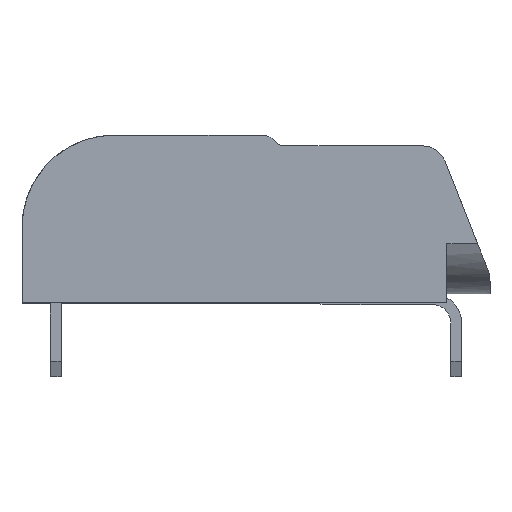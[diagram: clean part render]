
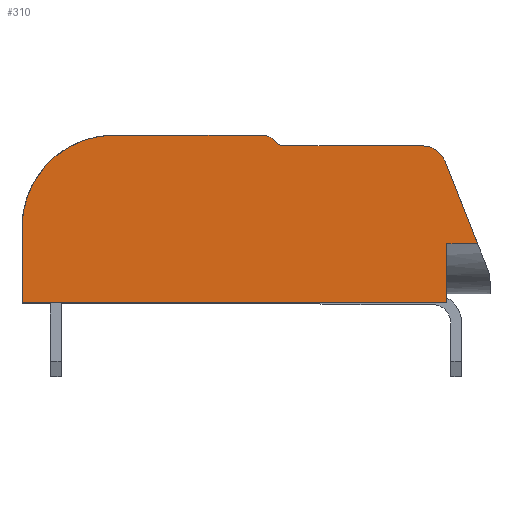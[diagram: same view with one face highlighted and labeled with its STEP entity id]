
A CAD part, top view. The second image highlights one B-rep face of the part: STEP entity #310.
In plain terms, the highlighted planar face has unit normal (0, 0, 1).
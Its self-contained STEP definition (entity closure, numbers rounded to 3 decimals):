
#310 = ADVANCED_FACE( '', ( #631 ), #632, .T. );
#631 = FACE_OUTER_BOUND( '', #955, .T. );
#632 = PLANE( '', #956 );
#955 = EDGE_LOOP( '', ( #1880, #1881, #1882, #1883, #1884, #1885, #1886, #1887, #1888, #1889, #1890, #1891 ) );
#956 = AXIS2_PLACEMENT_3D( '', #1892, #1893, #1894 );
#1880 = ORIENTED_EDGE( '', *, *, #2035, .T. );
#1881 = ORIENTED_EDGE( '', *, *, #2321, .T. );
#1882 = ORIENTED_EDGE( '', *, *, #2009, .T. );
#1883 = ORIENTED_EDGE( '', *, *, #2326, .T. );
#1884 = ORIENTED_EDGE( '', *, *, #2299, .T. );
#1885 = ORIENTED_EDGE( '', *, *, #2217, .F. );
#1886 = ORIENTED_EDGE( '', *, *, #2167, .T. );
#1887 = ORIENTED_EDGE( '', *, *, #2319, .T. );
#1888 = ORIENTED_EDGE( '', *, *, #2379, .T. );
#1889 = ORIENTED_EDGE( '', *, *, #2253, .T. );
#1890 = ORIENTED_EDGE( '', *, *, #2141, .T. );
#1891 = ORIENTED_EDGE( '', *, *, #2306, .T. );
#1892 = CARTESIAN_POINT( '', ( -12.2, 2.45, 5.7 ) );
#1893 = DIRECTION( '', ( 0., 0., 1. ) );
#1894 = DIRECTION( '', ( 1., 0., 0. ) );
#2009 = EDGE_CURVE( '', #2418, #2416, #2419, .T. );
#2035 = EDGE_CURVE( '', #2458, #2463, #2465, .T. );
#2141 = EDGE_CURVE( '', #2648, #2646, #2649, .T. );
#2167 = EDGE_CURVE( '', #2691, #2689, #2692, .T. );
#2217 = EDGE_CURVE( '', #2691, #2762, #2763, .T. );
#2253 = EDGE_CURVE( '', #2813, #2648, #2814, .T. );
#2299 = EDGE_CURVE( '', #2880, #2762, #2881, .T. );
#2306 = EDGE_CURVE( '', #2646, #2458, #2890, .T. );
#2319 = EDGE_CURVE( '', #2689, #2903, #2905, .T. );
#2321 = EDGE_CURVE( '', #2463, #2418, #2907, .T. );
#2326 = EDGE_CURVE( '', #2416, #2880, #2912, .T. );
#2379 = EDGE_CURVE( '', #2903, #2813, #2970, .T. );
#2416 = VERTEX_POINT( '', #3015 );
#2418 = VERTEX_POINT( '', #3018 );
#2419 = LINE( '', #3019, #3020 );
#2458 = VERTEX_POINT( '', #3073 );
#2463 = VERTEX_POINT( '', #3080 );
#2465 = LINE( '', #3082, #3083 );
#2646 = VERTEX_POINT( '', #3341 );
#2648 = VERTEX_POINT( '', #3344 );
#2649 = LINE( '', #3345, #3346 );
#2689 = VERTEX_POINT( '', #3408 );
#2691 = VERTEX_POINT( '', #3411 );
#2692 = LINE( '', #3412, #3413 );
#2762 = VERTEX_POINT( '', #3509 );
#2763 = CIRCLE( '', #3510, 0.2 );
#2813 = VERTEX_POINT( '', #3579 );
#2814 = CIRCLE( '', #3580, 3. );
#2880 = VERTEX_POINT( '', #3676 );
#2881 = LINE( '', #3677, #3678 );
#2890 = LINE( '', #3691, #3692 );
#2903 = VERTEX_POINT( '', #3714 );
#2905 = CIRCLE( '', #3717, 0.5 );
#2907 = LINE( '', #3719, #3720 );
#2912 = CIRCLE( '', #3726, 0.8 );
#2970 = LINE( '', #3806, #3807 );
#3015 = CARTESIAN_POINT( '', ( -1.456, 4.593, 5.7 ) );
#3018 = CARTESIAN_POINT( '', ( -0.405, 1.925, 5.7 ) );
#3019 = CARTESIAN_POINT( '', ( -0.07, 1.074, 5.7 ) );
#3020 = VECTOR( '', #3841, 1000. );
#3073 = CARTESIAN_POINT( '', ( -1.4, 0., 5.7 ) );
#3080 = CARTESIAN_POINT( '', ( -1.4, 1.925, 5.7 ) );
#3082 = CARTESIAN_POINT( '', ( -1.4, 0., 5.7 ) );
#3083 = VECTOR( '', #3870, 1000. );
#3341 = CARTESIAN_POINT( '', ( -15.2, 0., 5.7 ) );
#3344 = CARTESIAN_POINT( '', ( -15.2, 2.45, 5.7 ) );
#3345 = CARTESIAN_POINT( '', ( -15.2, 2.45, 5.7 ) );
#3346 = VECTOR( '', #3989, 1000. );
#3408 = CARTESIAN_POINT( '', ( -7.068, 5.33, 5.7 ) );
#3411 = CARTESIAN_POINT( '', ( -6.856, 5.148, 5.7 ) );
#3412 = CARTESIAN_POINT( '', ( -6.856, 5.148, 5.7 ) );
#3413 = VECTOR( '', #4014, 1000. );
#3509 = CARTESIAN_POINT( '', ( -6.726, 5.1, 5.7 ) );
#3510 = AXIS2_PLACEMENT_3D( '', #4074, #4075, #4076 );
#3579 = CARTESIAN_POINT( '', ( -12.2, 5.45, 5.7 ) );
#3580 = AXIS2_PLACEMENT_3D( '', #4120, #4121, #4122 );
#3676 = CARTESIAN_POINT( '', ( -2.2, 5.1, 5.7 ) );
#3677 = CARTESIAN_POINT( '', ( -2.2, 5.1, 5.7 ) );
#3678 = VECTOR( '', #4174, 1000. );
#3691 = CARTESIAN_POINT( '', ( -15.2, 0., 5.7 ) );
#3692 = VECTOR( '', #4182, 1000. );
#3714 = CARTESIAN_POINT( '', ( -7.393, 5.45, 5.7 ) );
#3717 = AXIS2_PLACEMENT_3D( '', #4193, #4194, #4195 );
#3719 = CARTESIAN_POINT( '', ( -1.4, 1.925, 5.7 ) );
#3720 = VECTOR( '', #4196, 1000. );
#3726 = AXIS2_PLACEMENT_3D( '', #4201, #4202, #4203 );
#3806 = CARTESIAN_POINT( '', ( -7.393, 5.45, 5.7 ) );
#3807 = VECTOR( '', #4244, 1000. );
#3841 = DIRECTION( '', ( -0.367, 0.93, 0. ) );
#3870 = DIRECTION( '', ( 0., 1., 0. ) );
#3989 = DIRECTION( '', ( 0., -1., 0. ) );
#4014 = DIRECTION( '', ( -0.759, 0.651, 0. ) );
#4074 = CARTESIAN_POINT( '', ( -6.726, 5.3, 5.7 ) );
#4075 = DIRECTION( '', ( 0., 0., 1. ) );
#4076 = DIRECTION( '', ( 1., 0., 0. ) );
#4120 = CARTESIAN_POINT( '', ( -12.2, 2.45, 5.7 ) );
#4121 = DIRECTION( '', ( 0., 0., 1. ) );
#4122 = DIRECTION( '', ( 1., 0., 0. ) );
#4174 = DIRECTION( '', ( -1., 0., 0. ) );
#4182 = DIRECTION( '', ( 1., 0., 0. ) );
#4193 = CARTESIAN_POINT( '', ( -7.393, 4.95, 5.7 ) );
#4194 = DIRECTION( '', ( 0., 0., 1. ) );
#4195 = DIRECTION( '', ( 1., 0., 0. ) );
#4196 = DIRECTION( '', ( 1., 0., 0. ) );
#4201 = CARTESIAN_POINT( '', ( -2.2, 4.3, 5.7 ) );
#4202 = DIRECTION( '', ( 0., 0., 1. ) );
#4203 = DIRECTION( '', ( 1., 0., 0. ) );
#4244 = DIRECTION( '', ( -1., 0., 0. ) );
